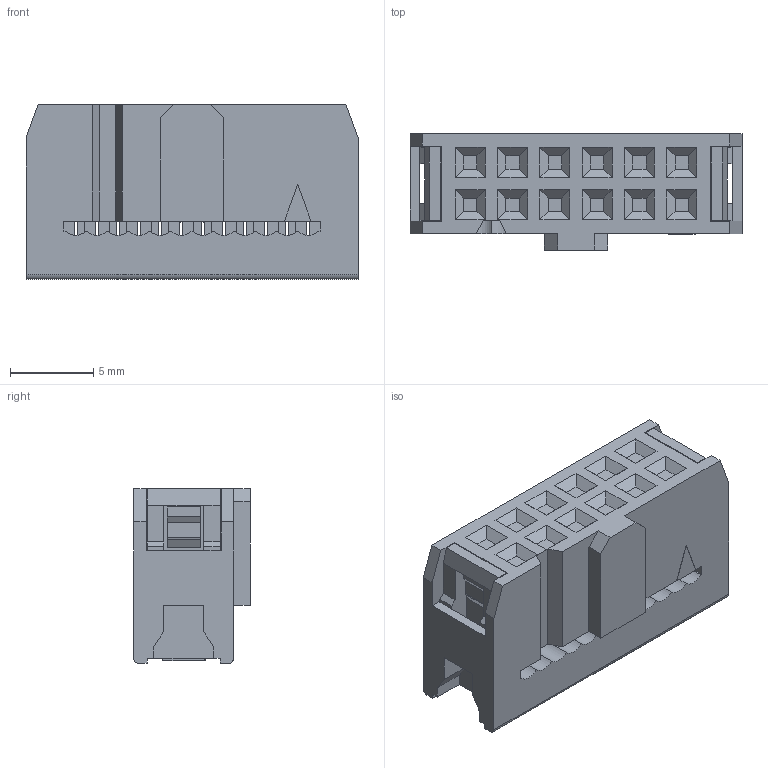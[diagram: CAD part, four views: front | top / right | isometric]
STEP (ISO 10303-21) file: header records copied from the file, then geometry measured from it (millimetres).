
FILE_DESCRIPTION( ('This file contains a STEP AP42 implementation' ,'as created by ZW3D STEP Interface translator.') ,'2;1' );
FILE_NAME( '5212-XXYXXXXW01.stp' ,'24 1 2.134833', (''), ('ZWCAD Software Co.'), 'Version 1.0', 'ZW3D to STEP translator', '' );
FILE_SCHEMA(('AUTOMOTIVE_DESIGN { 1 0 10303 214 1 1 1 1 }'));
Length unit declared in the file: millimetre
Products named in the file (1): 0
Bounding box: 19.94 x 7 x 10.5 mm (x, y, z)
Volume: 958.6 mm3; surface area: 2050.6 mm2
Topology: 1 solids, 1 shells, 1075 faces, 3113 edges, 2074 vertices
Faces by surface type: plane 746, cylinder 280, bspline 25, sphere 24
Entity records: 37088 total; most frequent: CARTESIAN_POINT 7084, ORIENTED_EDGE 6250, DIRECTION 5773, EDGE_CURVE 3125, VECTOR 2335, LINE 2335, VERTEX_POINT 2090, AXIS2_PLACEMENT_3D 1719
